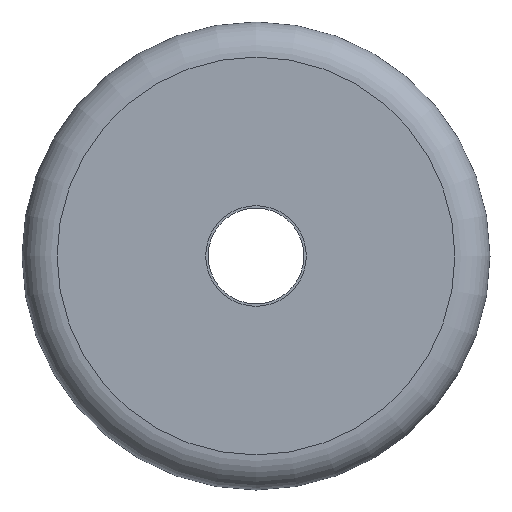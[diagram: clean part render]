
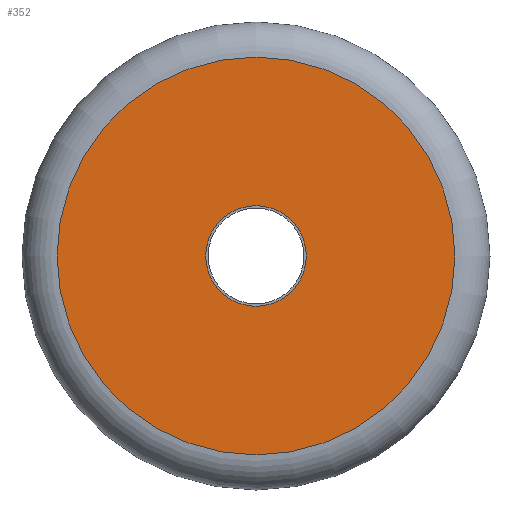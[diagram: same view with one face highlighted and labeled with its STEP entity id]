
A CAD part, front view. The second image highlights one B-rep face of the part: STEP entity #352.
In plain terms, the highlighted planar face has unit normal (0, -1, 0).
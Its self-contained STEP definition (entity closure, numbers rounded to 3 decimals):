
#43=FACE_BOUND('',#103,.T.);
#49=PLANE('',#470);
#83=FACE_OUTER_BOUND('',#102,.T.);
#102=EDGE_LOOP('',(#286,#287));
#103=EDGE_LOOP('',(#288,#289));
#119=CIRCLE('',#447,8.5);
#120=CIRCLE('',#448,8.5);
#134=CIRCLE('',#468,2.15);
#135=CIRCLE('',#469,2.15);
#160=VERTEX_POINT('',#652);
#161=VERTEX_POINT('',#654);
#173=VERTEX_POINT('',#689);
#174=VERTEX_POINT('',#691);
#198=EDGE_CURVE('',#160,#161,#119,.T.);
#199=EDGE_CURVE('',#161,#160,#120,.T.);
#216=EDGE_CURVE('',#174,#173,#134,.T.);
#217=EDGE_CURVE('',#173,#174,#135,.T.);
#286=ORIENTED_EDGE('',*,*,#199,.F.);
#287=ORIENTED_EDGE('',*,*,#198,.F.);
#288=ORIENTED_EDGE('',*,*,#216,.T.);
#289=ORIENTED_EDGE('',*,*,#217,.T.);
#352=ADVANCED_FACE('',(#83,#43),#49,.T.);
#447=AXIS2_PLACEMENT_3D('',#655,#518,#519);
#448=AXIS2_PLACEMENT_3D('',#656,#520,#521);
#468=AXIS2_PLACEMENT_3D('',#692,#563,#564);
#469=AXIS2_PLACEMENT_3D('',#693,#565,#566);
#470=AXIS2_PLACEMENT_3D('',#694,#567,#568);
#518=DIRECTION('center_axis',(0.,1.,0.));
#519=DIRECTION('ref_axis',(1.,0.,0.));
#520=DIRECTION('center_axis',(0.,1.,0.));
#521=DIRECTION('ref_axis',(1.,0.,0.));
#563=DIRECTION('center_axis',(0.,1.,0.));
#564=DIRECTION('ref_axis',(1.,0.,0.));
#565=DIRECTION('center_axis',(0.,1.,0.));
#566=DIRECTION('ref_axis',(1.,0.,0.));
#567=DIRECTION('center_axis',(0.,-1.,0.));
#568=DIRECTION('ref_axis',(0.,0.,-1.));
#652=CARTESIAN_POINT('',(0.,0.,-8.5));
#654=CARTESIAN_POINT('',(-8.5,0.,0.));
#655=CARTESIAN_POINT('Origin',(0.,0.,0.));
#656=CARTESIAN_POINT('Origin',(0.,0.,0.));
#689=CARTESIAN_POINT('',(2.15,0.,0.));
#691=CARTESIAN_POINT('',(-2.15,0.,0.));
#692=CARTESIAN_POINT('Origin',(0.,0.,0.));
#693=CARTESIAN_POINT('Origin',(0.,0.,0.));
#694=CARTESIAN_POINT('Origin',(-8.5,0.,0.));
